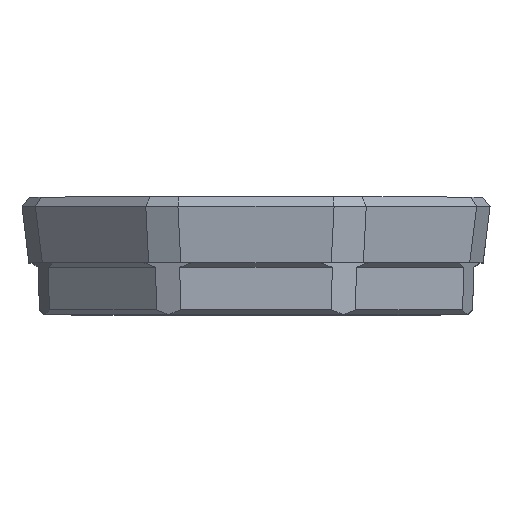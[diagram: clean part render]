
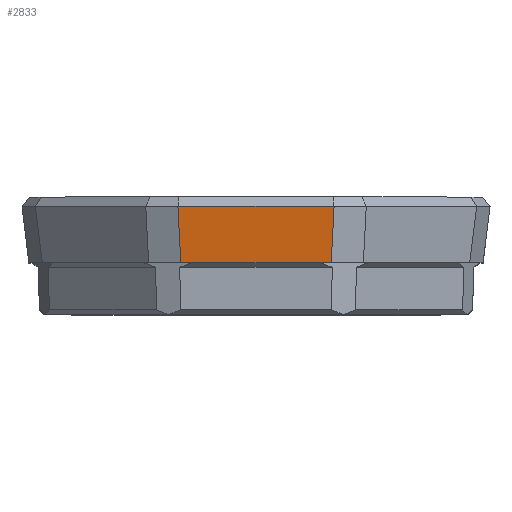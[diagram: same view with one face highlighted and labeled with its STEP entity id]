
A CAD part, top view. The second image highlights one B-rep face of the part: STEP entity #2833.
In plain terms, the highlighted planar face has unit normal (0, -0.122, 0.993).
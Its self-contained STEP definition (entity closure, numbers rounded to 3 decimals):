
#436 = PLANE('',#437);
#437 = AXIS2_PLACEMENT_3D('',#438,#439,#440);
#438 = CARTESIAN_POINT('',(-12.7,19.05,12.244));
#439 = DIRECTION('',(0.,-0.616,
    -0.788));
#440 = DIRECTION('',(0.,0.788,-0.616));
#2297 = PLANE('',#2298);
#2298 = AXIS2_PLACEMENT_3D('',#2299,#2300,#2301);
#2299 = CARTESIAN_POINT('',(-12.7,15.494,12.7));
#2300 = DIRECTION('',(0.,1.,0.));
#2301 = DIRECTION('',(0.,0.,1.));
#2801 = PLANE('',#2802);
#2802 = AXIS2_PLACEMENT_3D('',#2803,#2804,#2805);
#2803 = CARTESIAN_POINT('',(4.219,18.575,
    12.642));
#2804 = DIRECTION('',(-0.379,0.132,-0.916));
#2805 = DIRECTION('',(-0.924,0.,
    0.383));
#2833 = ADVANCED_FACE('',(#2834),#2848,.T.);
#2834 = FACE_BOUND('',#2835,.T.);
#2835 = EDGE_LOOP('',(#2836,#2866,#2889,#2917));
#2836 = ORIENTED_EDGE('',*,*,#2837,.T.);
#2837 = EDGE_CURVE('',#2838,#2840,#2842,.T.);
#2838 = VERTEX_POINT('',#2839);
#2839 = CARTESIAN_POINT('',(4.062,15.494,12.263));
#2840 = VERTEX_POINT('',#2841);
#2841 = CARTESIAN_POINT('',(4.218,18.546,
    12.638));
#2842 = SURFACE_CURVE('',#2843,(#2847,#2859),.PCURVE_S1.);
#2843 = LINE('',#2844,#2845);
#2844 = CARTESIAN_POINT('',(4.219,18.575,
    12.642));
#2845 = VECTOR('',#2846,1.);
#2846 = DIRECTION('',(0.05,0.991,0.122)
  );
#2847 = PCURVE('',#2848,#2853);
#2848 = PLANE('',#2849);
#2849 = AXIS2_PLACEMENT_3D('',#2850,#2851,#2852);
#2850 = CARTESIAN_POINT('',(-5.261,19.05,12.7));
#2851 = DIRECTION('',(0.,-0.122,0.993
    ));
#2852 = DIRECTION('',(0.,-0.993,
    -0.122));
#2853 = DEFINITIONAL_REPRESENTATION('',(#2854),#2858);
#2854 = LINE('',#2855,#2856);
#2855 = CARTESIAN_POINT('',(0.479,9.48));
#2856 = VECTOR('',#2857,1.);
#2857 = DIRECTION('',(-0.999,0.05));
#2858 = ( GEOMETRIC_REPRESENTATION_CONTEXT(2) 
PARAMETRIC_REPRESENTATION_CONTEXT() REPRESENTATION_CONTEXT('2D SPACE',''
  ) );
#2859 = PCURVE('',#2801,#2860);
#2860 = DEFINITIONAL_REPRESENTATION('',(#2861),#2865);
#2861 = LINE('',#2862,#2863);
#2862 = CARTESIAN_POINT('',(0.,0.));
#2863 = VECTOR('',#2864,1.);
#2864 = DIRECTION('',(0.,1.));
#2865 = ( GEOMETRIC_REPRESENTATION_CONTEXT(2) 
PARAMETRIC_REPRESENTATION_CONTEXT() REPRESENTATION_CONTEXT('2D SPACE',''
  ) );
#2866 = ORIENTED_EDGE('',*,*,#2867,.T.);
#2867 = EDGE_CURVE('',#2840,#2868,#2870,.T.);
#2868 = VERTEX_POINT('',#2869);
#2869 = CARTESIAN_POINT('',(-4.218,18.546,
    12.638));
#2870 = SURFACE_CURVE('',#2871,(#2875,#2882),.PCURVE_S1.);
#2871 = LINE('',#2872,#2873);
#2872 = CARTESIAN_POINT('',(-5.261,18.546,
    12.638));
#2873 = VECTOR('',#2874,1.);
#2874 = DIRECTION('',(-1.,0.,0.));
#2875 = PCURVE('',#2848,#2876);
#2876 = DEFINITIONAL_REPRESENTATION('',(#2877),#2881);
#2877 = LINE('',#2878,#2879);
#2878 = CARTESIAN_POINT('',(0.508,0.));
#2879 = VECTOR('',#2880,1.);
#2880 = DIRECTION('',(0.,-1.));
#2881 = ( GEOMETRIC_REPRESENTATION_CONTEXT(2) 
PARAMETRIC_REPRESENTATION_CONTEXT() REPRESENTATION_CONTEXT('2D SPACE',''
  ) );
#2882 = PCURVE('',#436,#2883);
#2883 = DEFINITIONAL_REPRESENTATION('',(#2884),#2888);
#2884 = LINE('',#2885,#2886);
#2885 = CARTESIAN_POINT('',(-0.64,7.439));
#2886 = VECTOR('',#2887,1.);
#2887 = DIRECTION('',(0.,-1.));
#2888 = ( GEOMETRIC_REPRESENTATION_CONTEXT(2) 
PARAMETRIC_REPRESENTATION_CONTEXT() REPRESENTATION_CONTEXT('2D SPACE',''
  ) );
#2889 = ORIENTED_EDGE('',*,*,#2890,.T.);
#2890 = EDGE_CURVE('',#2868,#2891,#2893,.T.);
#2891 = VERTEX_POINT('',#2892);
#2892 = CARTESIAN_POINT('',(-4.062,15.494,12.263));
#2893 = SURFACE_CURVE('',#2894,(#2898,#2905),.PCURVE_S1.);
#2894 = LINE('',#2895,#2896);
#2895 = CARTESIAN_POINT('',(-4.246,19.101,
    12.706));
#2896 = VECTOR('',#2897,1.);
#2897 = DIRECTION('',(0.05,-0.991,
    -0.122));
#2898 = PCURVE('',#2848,#2899);
#2899 = DEFINITIONAL_REPRESENTATION('',(#2900),#2904);
#2900 = LINE('',#2901,#2902);
#2901 = CARTESIAN_POINT('',(-0.051,1.015));
#2902 = VECTOR('',#2903,1.);
#2903 = DIRECTION('',(0.999,0.05));
#2904 = ( GEOMETRIC_REPRESENTATION_CONTEXT(2) 
PARAMETRIC_REPRESENTATION_CONTEXT() REPRESENTATION_CONTEXT('2D SPACE',''
  ) );
#2905 = PCURVE('',#2906,#2911);
#2906 = PLANE('',#2907);
#2907 = AXIS2_PLACEMENT_3D('',#2908,#2909,#2910);
#2908 = CARTESIAN_POINT('',(-5.956,18.575,
    11.922));
#2909 = DIRECTION('',(0.379,0.132,-0.916));
#2910 = DIRECTION('',(-0.924,0.,
    -0.383));
#2911 = DEFINITIONAL_REPRESENTATION('',(#2912),#2916);
#2912 = LINE('',#2913,#2914);
#2913 = CARTESIAN_POINT('',(-1.88,0.53));
#2914 = VECTOR('',#2915,1.);
#2915 = DIRECTION('',(0.,-1.));
#2916 = ( GEOMETRIC_REPRESENTATION_CONTEXT(2) 
PARAMETRIC_REPRESENTATION_CONTEXT() REPRESENTATION_CONTEXT('2D SPACE',''
  ) );
#2917 = ORIENTED_EDGE('',*,*,#2918,.T.);
#2918 = EDGE_CURVE('',#2891,#2838,#2919,.T.);
#2919 = SURFACE_CURVE('',#2920,(#2924,#2931),.PCURVE_S1.);
#2920 = LINE('',#2921,#2922);
#2921 = CARTESIAN_POINT('',(-12.7,15.494,12.263));
#2922 = VECTOR('',#2923,1.);
#2923 = DIRECTION('',(1.,0.,0.));
#2924 = PCURVE('',#2848,#2925);
#2925 = DEFINITIONAL_REPRESENTATION('',(#2926),#2930);
#2926 = LINE('',#2927,#2928);
#2927 = CARTESIAN_POINT('',(3.583,-7.439));
#2928 = VECTOR('',#2929,1.);
#2929 = DIRECTION('',(0.,1.));
#2930 = ( GEOMETRIC_REPRESENTATION_CONTEXT(2) 
PARAMETRIC_REPRESENTATION_CONTEXT() REPRESENTATION_CONTEXT('2D SPACE',''
  ) );
#2931 = PCURVE('',#2297,#2932);
#2932 = DEFINITIONAL_REPRESENTATION('',(#2933),#2937);
#2933 = LINE('',#2934,#2935);
#2934 = CARTESIAN_POINT('',(-0.437,0.));
#2935 = VECTOR('',#2936,1.);
#2936 = DIRECTION('',(0.,1.));
#2937 = ( GEOMETRIC_REPRESENTATION_CONTEXT(2) 
PARAMETRIC_REPRESENTATION_CONTEXT() REPRESENTATION_CONTEXT('2D SPACE',''
  ) );
